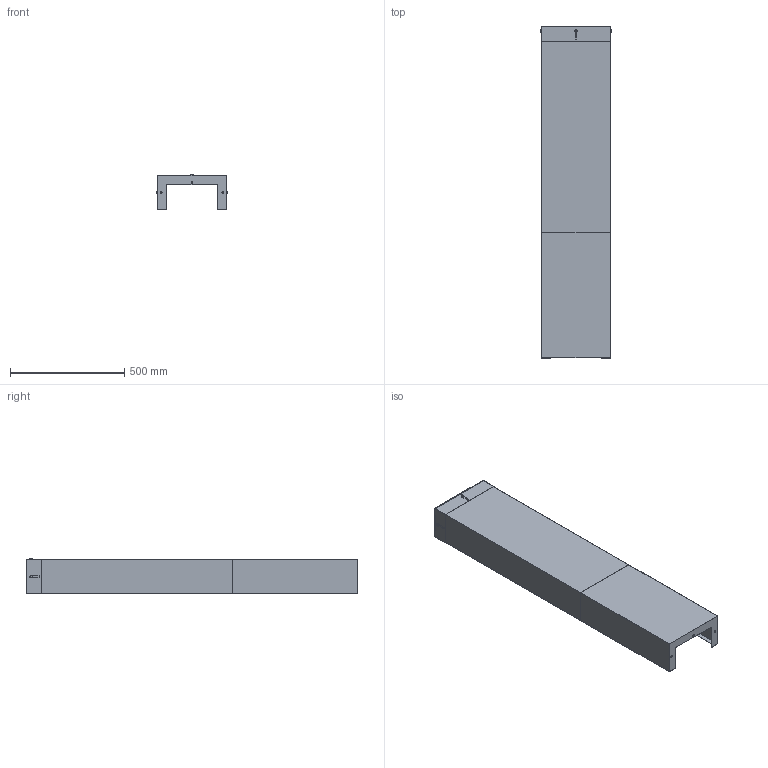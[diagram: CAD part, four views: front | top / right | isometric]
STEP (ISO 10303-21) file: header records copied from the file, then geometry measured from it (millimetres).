
FILE_DESCRIPTION (( 'STEP AP214' ), '1' );
FILE_NAME ('IND-KOMP-3850-1 Êîìïåíñàòîð âûñîòû äëÿ ÓÝÐÌ-Õ-3850 (ê-ò 2øò.).STEP', '2016-11-03T12:15:50', ( 'user' ), ( '' ), 'SwSTEP 2.0', 'SolidWorks 2014', '' );
FILE_SCHEMA (( 'AUTOMOTIVE_DESIGN' ));
Length unit declared in the file: millimetre
Products named in the file (5): Ïàíåëü ãëóõàÿ; 令腧 M6x16 梦岩 7798-70_伄 M6x16 儙憭 7798-70; Êîìïåíñàòîð; 眈翴錪 900 (3300); IND-KOMP-3850-1 Êîìïåíñàòîð âûñîòû äëÿ ÓÝÐÌ-Õ-3850 (ê-ò 2øò.)
Assembly tree (6 placements, depth 2):
  IND-KOMP-3850-1 Êîìïåíñàòîð âûñîòû äëÿ ÓÝÐÌ-Õ-3850 (ê-ò 2øò.)
    眈翴錪 900 (3300)
    Êîìïåíñàòîð
    令腧 M6x16 梦岩 7798-70_伄 M6x16 儙憭 7798-70  x3
    Ïàíåëü ãëóõàÿ
Bounding box: 311 x 1454 x 155.5 mm (x, y, z)
Volume: 1035616 mm3; surface area: 2074180.4 mm2
Topology: 6 solids, 6 shells, 162 faces, 414 edges, 270 vertices
Faces by surface type: plane 108, cylinder 36, cone 18
Entity records: 4300 total; most frequent: CARTESIAN_POINT 765, ORIENTED_EDGE 684, DIRECTION 674, EDGE_CURVE 342, VECTOR 260, LINE 260, VERTEX_POINT 226, AXIS2_PLACEMENT_3D 207
